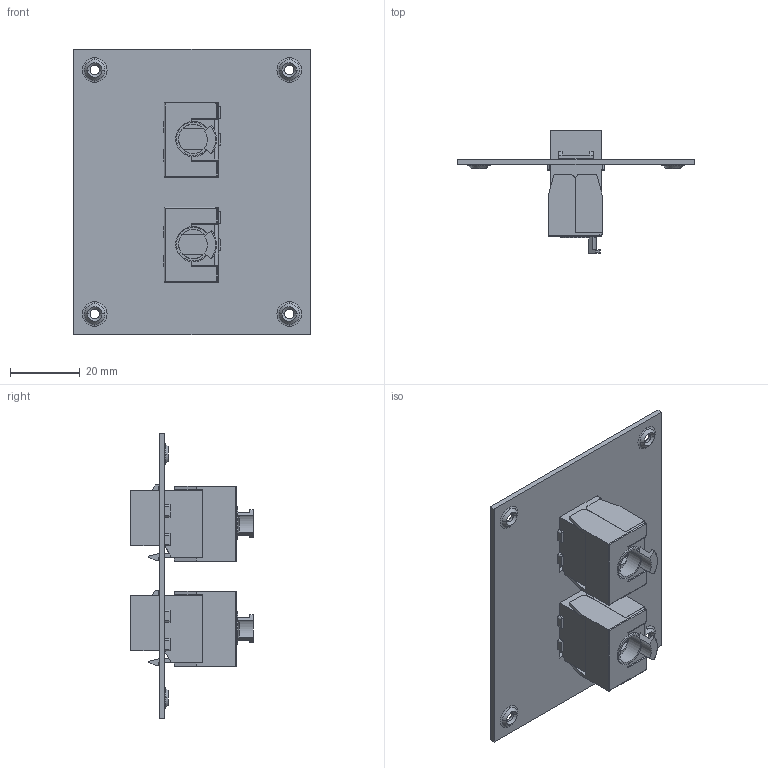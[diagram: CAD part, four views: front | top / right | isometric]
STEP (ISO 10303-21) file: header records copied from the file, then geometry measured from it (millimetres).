
FILE_DESCRIPTION (( 'STEP AP214' ), '1' );
FILE_NAME ('USP2MK-SC6A-POE.STEP', '2018-07-02T13:09:21', ( '' ), ( '' ), 'SwSTEP 2.0', 'SolidWorks 2017', '' );
FILE_SCHEMA (( 'AUTOMOTIVE_DESIGN' ));
Length unit declared in the file: inch
Products named in the file (7): 1AR03-003; QKDABLC-MA3_CAT 6A; QKDABLC-MA4; RJTLC6AS-POE; QKDABLC-MA2; QKDABLC-MA1; USP2MK-SC6A-POE
Assembly tree (7 placements, depth 3):
  USP2MK-SC6A-POE
    1AR03-003
    RJTLC6AS-POE  x2
      QKDABLC-MA3_CAT 6A
      QKDABLC-MA1
      QKDABLC-MA2
      QKDABLC-MA4
Bounding box: 68.07 x 35.23 x 82.04 mm (x, y, z)
Volume: 21192.5 mm3; surface area: 26126.2 mm2
Topology: 9 solids, 9 shells, 928 faces, 2578 edges, 1696 vertices
Faces by surface type: plane 604, cylinder 236, bspline 32, torus 30, cone 26
Entity records: 19772 total; most frequent: CARTESIAN_POINT 4053, ORIENTED_EDGE 2750, DIRECTION 2539, EDGE_CURVE 1375, VECTOR 975, LINE 975, VERTEX_POINT 904, AXIS2_PLACEMENT_3D 782
